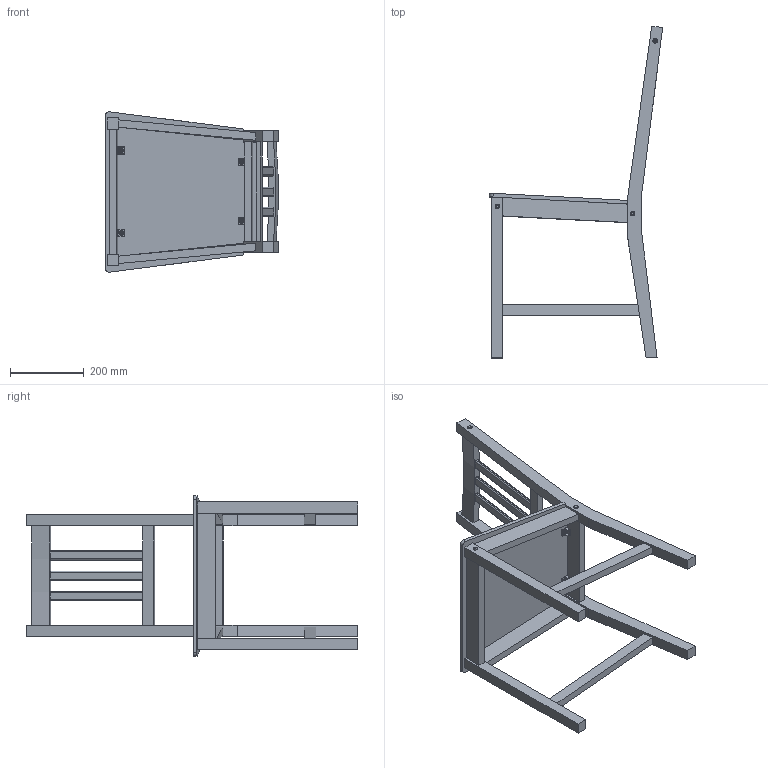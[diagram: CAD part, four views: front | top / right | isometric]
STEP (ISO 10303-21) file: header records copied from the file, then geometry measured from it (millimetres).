
FILE_DESCRIPTION (( 'STEP AP203' ), '1' );
FILE_NAME ('12page_scene_9.STEP', '2020-04-02T07:21:21', ( '' ), ( '' ), 'SwSTEP 2.0', 'SolidWorks 2014', '' );
FILE_SCHEMA (( 'CONFIG_CONTROL_DESIGN' ));
Length unit declared in the file: millimetre
Products named in the file (11): chair braket(4ea); pan head cross recess screw_iso(4ea); chair part5; chair part1; countersunk flat head cross recess screw_iso(6ea); chair part3; chair part4; chair part2; chair pin(14ea); 渠蘆 犒餌chair part5; 12page_scene_9
Assembly tree (31 placements, depth 2):
  12page_scene_9
    渠蘆 犒餌chair part5
    chair pin(14ea)  x14
    chair part3
    chair braket(4ea)  x4
    chair part2
    chair part4
    chair part5
    countersunk flat head cross recess screw_iso(6ea)  x3
    chair part1
    pan head cross recess screw_iso(4ea)  x4
Bounding box: 470.39 x 900.57 x 435.4 mm (x, y, z)
Volume: 6540545.5 mm3; surface area: 1080388.7 mm2
Topology: 31 solids, 31 shells, 743 faces, 1745 edges, 1087 vertices
Faces by surface type: plane 344, cylinder 221, cone 136, bspline 20, torus 14, sphere 8
Entity records: 12848 total; most frequent: CARTESIAN_POINT 2076, DIRECTION 2028, ORIENTED_EDGE 1764, EDGE_CURVE 882, AXIS2_PLACEMENT_3D 770, VERTEX_POINT 570, VECTOR 488, LINE 488
